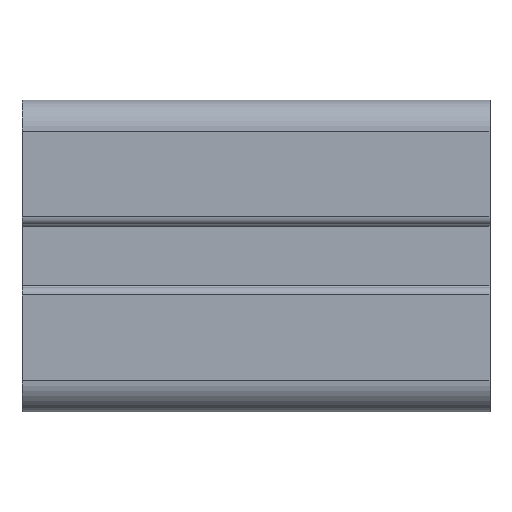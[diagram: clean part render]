
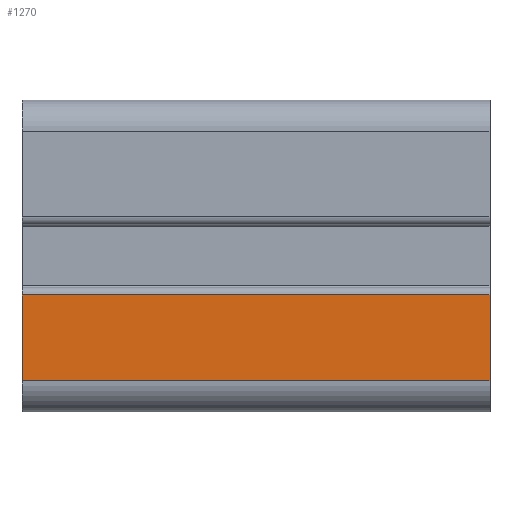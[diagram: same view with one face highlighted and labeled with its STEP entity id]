
A CAD part, front view. The second image highlights one B-rep face of the part: STEP entity #1270.
In plain terms, the highlighted planar face has unit normal (0, -1, 0).
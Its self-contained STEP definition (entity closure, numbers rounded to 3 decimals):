
#49=FACE_OUTER_BOUND('',#117,.T.);
#117=EDGE_LOOP('',(#912,#913,#914,#915));
#199=LINE('',#1928,#336);
#221=LINE('',#2002,#358);
#222=LINE('',#2006,#359);
#223=LINE('',#2007,#360);
#336=VECTOR('',#1522,10.);
#358=VECTOR('',#1578,1000.);
#359=VECTOR('',#1583,1000.);
#360=VECTOR('',#1584,1000.);
#545=VERTEX_POINT('',#1925);
#546=VERTEX_POINT('',#1927);
#581=VERTEX_POINT('',#2001);
#582=VERTEX_POINT('',#2005);
#675=EDGE_CURVE('',#546,#545,#199,.T.);
#712=EDGE_CURVE('',#546,#581,#221,.T.);
#714=EDGE_CURVE('',#545,#582,#222,.T.);
#715=EDGE_CURVE('',#582,#581,#223,.T.);
#912=ORIENTED_EDGE('',*,*,#675,.T.);
#913=ORIENTED_EDGE('',*,*,#714,.T.);
#914=ORIENTED_EDGE('',*,*,#715,.T.);
#915=ORIENTED_EDGE('',*,*,#712,.F.);
#1231=PLANE('',#1381);
#1270=ADVANCED_FACE('',(#49),#1231,.F.);
#1381=AXIS2_PLACEMENT_3D('',#2004,#1581,#1582);
#1522=DIRECTION('',(0.,0.,1.));
#1578=DIRECTION('',(-1.,0.,0.));
#1581=DIRECTION('center_axis',(0.,1.,0.));
#1582=DIRECTION('ref_axis',(0.,0.,1.));
#1583=DIRECTION('',(-1.,0.,0.));
#1584=DIRECTION('',(0.,0.,-1.));
#1925=CARTESIAN_POINT('',(60.,-20.,-5.));
#1927=CARTESIAN_POINT('',(60.,-20.,-16.));
#1928=CARTESIAN_POINT('',(60.,-20.,0.));
#2001=CARTESIAN_POINT('',(0.,-20.,-16.));
#2002=CARTESIAN_POINT('',(1000.,-20.,-16.));
#2004=CARTESIAN_POINT('Origin',(1000.,-20.,-16.));
#2005=CARTESIAN_POINT('',(0.,-20.,-5.));
#2006=CARTESIAN_POINT('',(1000.,-20.,-5.));
#2007=CARTESIAN_POINT('',(0.,-20.,-16.));
